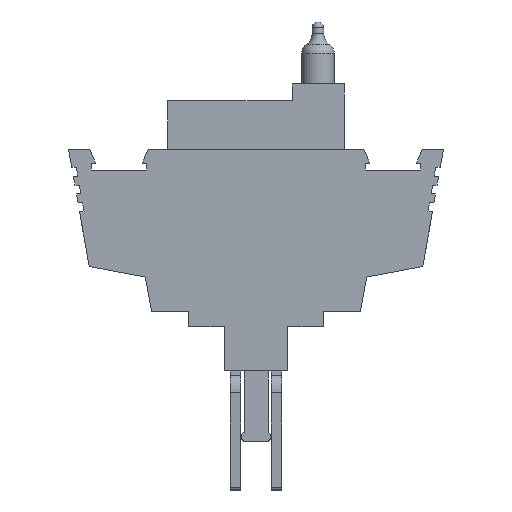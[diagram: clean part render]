
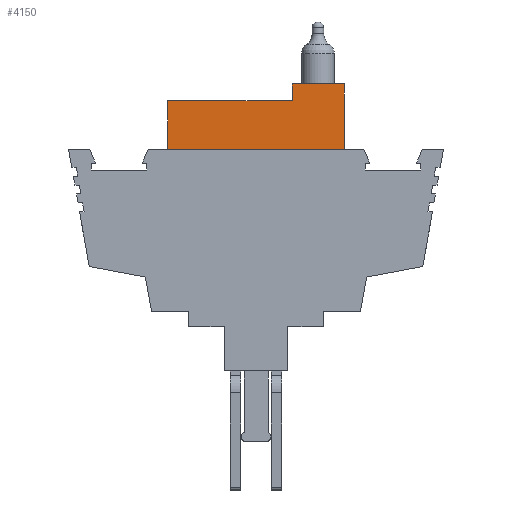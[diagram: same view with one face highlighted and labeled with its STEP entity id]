
A CAD part, left-side view. The second image highlights one B-rep face of the part: STEP entity #4150.
In plain terms, the highlighted face is planar.
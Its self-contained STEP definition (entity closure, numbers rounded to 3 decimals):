
#120=CARTESIAN_POINT('',(26.403,73.262,0.5));
#130=VERTEX_POINT('',#120);
#160=CARTESIAN_POINT('',(26.403,73.262,0.5));
#170=DIRECTION('',(1.,0.,0.));
#180=VECTOR('',#170,1.);
#190=LINE('',#160,#180);
#200=CARTESIAN_POINT('',(32.303,73.262,0.5));
#210=VERTEX_POINT('',#200);
#220=EDGE_CURVE('',#130,#210,#190,.T.);
#680=CARTESIAN_POINT('',(26.403,65.862,0.5));
#690=DIRECTION('',(0.,1.,0.));
#700=VECTOR('',#690,1.);
#710=LINE('',#680,#700);
#720=CARTESIAN_POINT('',(26.403,65.862,0.5));
#730=VERTEX_POINT('',#720);
#740=EDGE_CURVE('',#730,#130,#710,.T.);
#1580=CARTESIAN_POINT('',(46.403,71.362,0.5));
#1590=VERTEX_POINT('',#1580);
#1620=CARTESIAN_POINT('',(46.403,65.862,0.5));
#1630=DIRECTION('',(0.,1.,0.));
#1640=VECTOR('',#1630,1.);
#1650=LINE('',#1620,#1640);
#1660=CARTESIAN_POINT('',(46.403,65.862,0.5));
#1670=VERTEX_POINT('',#1660);
#1680=EDGE_CURVE('',#1670,#1590,#1650,.T.);
#2330=CARTESIAN_POINT('',(32.303,71.362,0.5));
#2340=VERTEX_POINT('',#2330);
#2370=CARTESIAN_POINT('',(25.341,71.362,0.5));
#2380=DIRECTION('',(1.,0.,0.));
#2390=VECTOR('',#2380,1.);
#2400=LINE('',#2370,#2390);
#2410=EDGE_CURVE('',#2340,#1590,#2400,.T.);
#3790=CARTESIAN_POINT('',(32.303,65.862,0.5));
#3800=DIRECTION('',(0.,1.,0.));
#3810=VECTOR('',#3800,1.);
#3820=LINE('',#3790,#3810);
#3830=EDGE_CURVE('',#2340,#210,#3820,.T.);
#3970=CARTESIAN_POINT('',(32.303,65.862,0.5));
#3980=DIRECTION('',(0.,0.,-1.));
#3990=DIRECTION('',(1.,0.,0.));
#4000=AXIS2_PLACEMENT_3D('',#3970,#3980,#3990);
#4010=PLANE('',#4000);
#4020=ORIENTED_EDGE('',*,*,#1680,.F.);
#4030=ORIENTED_EDGE('',*,*,#2410,.T.);
#4040=ORIENTED_EDGE('',*,*,#3830,.F.);
#4050=ORIENTED_EDGE('',*,*,#220,.T.);
#4060=ORIENTED_EDGE('',*,*,#740,.T.);
#4070=CARTESIAN_POINT('',(0.,65.862,0.5));
#4080=DIRECTION('',(1.,0.,0.));
#4090=VECTOR('',#4080,1.);
#4100=LINE('',#4070,#4090);
#4110=EDGE_CURVE('',#730,#1670,#4100,.T.);
#4120=ORIENTED_EDGE('',*,*,#4110,.F.);
#4130=EDGE_LOOP('',(#4120,#4060,#4050,#4040,#4030,#4020));
#4140=FACE_OUTER_BOUND('',#4130,.T.);
#4150=ADVANCED_FACE('',(#4140),#4010,.T.);
